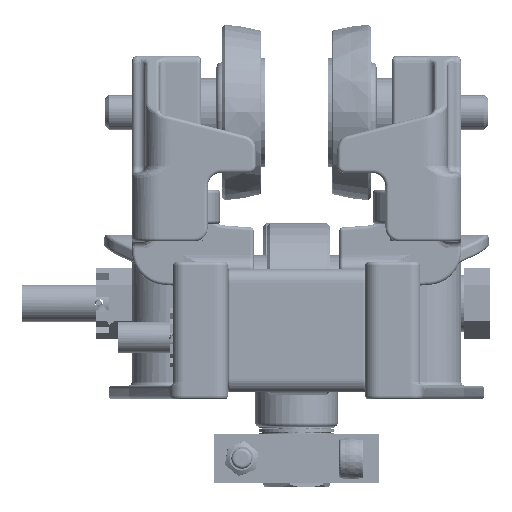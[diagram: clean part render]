
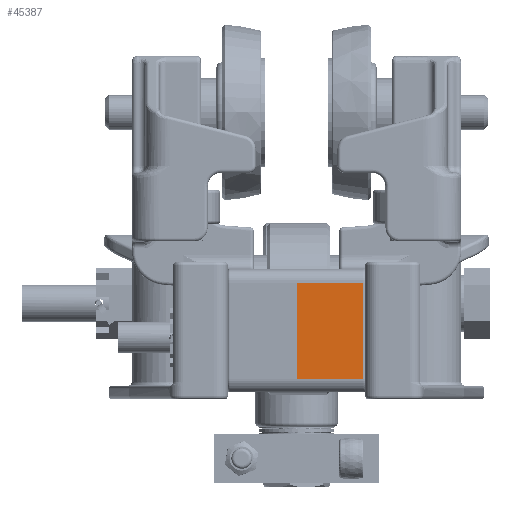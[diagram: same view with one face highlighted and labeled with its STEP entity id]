
A CAD part, left-side view. The second image highlights one B-rep face of the part: STEP entity #45387.
In plain terms, the highlighted planar face has unit normal (-1, 0, 0).
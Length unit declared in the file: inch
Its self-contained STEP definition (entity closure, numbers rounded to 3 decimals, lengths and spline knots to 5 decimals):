
#44904=CARTESIAN_POINT('',(-2.75,-2.8125,-0.28125));
#44905=VERTEX_POINT('',#44904);
#44970=CARTESIAN_POINT('',(-2.75,-1.0625,-0.28125));
#44971=VERTEX_POINT('',#44970);
#44979=CARTESIAN_POINT('',(-2.75,-1.0625,-0.28125));
#44980=DIRECTION('',(0.0,-1.0,0.0));
#44981=VECTOR('',#44980,1.75);
#44982=LINE('',#44979,#44981);
#44983=EDGE_CURVE('',#44971,#44905,#44982,.T.);
#45338=CARTESIAN_POINT('',(-2.75,-2.8125,-1.5));
#45339=VERTEX_POINT('',#45338);
#45340=CARTESIAN_POINT('',(-2.75,-2.8125,-0.28125));
#45341=DIRECTION('',(0.0,0.0,-1.0));
#45342=VECTOR('',#45341,1.21875);
#45343=LINE('',#45340,#45342);
#45344=EDGE_CURVE('',#44905,#45339,#45343,.T.);
#45364=CARTESIAN_POINT('',(-2.75,-3.0625,-1.5));
#45365=DIRECTION('',(-1.0,0.0,0.0));
#45366=DIRECTION('',(0.0,0.0,1.0));
#45367=AXIS2_PLACEMENT_3D('',#45364,#45365,#45366);
#45368=PLANE('',#45367);
#45369=ORIENTED_EDGE('',*,*,#44983,.F.);
#45370=CARTESIAN_POINT('',(-2.75,-1.0625,-1.5));
#45371=VERTEX_POINT('',#45370);
#45372=CARTESIAN_POINT('',(-2.75,-1.0625,-1.5));
#45373=DIRECTION('',(0.0,0.0,1.0));
#45374=VECTOR('',#45373,1.21875);
#45375=LINE('',#45372,#45374);
#45376=EDGE_CURVE('',#45371,#44971,#45375,.T.);
#45377=ORIENTED_EDGE('',*,*,#45376,.F.);
#45378=CARTESIAN_POINT('',(-2.75,-2.8125,-1.5));
#45379=DIRECTION('',(0.0,1.0,0.0));
#45380=VECTOR('',#45379,1.75);
#45381=LINE('',#45378,#45380);
#45382=EDGE_CURVE('',#45339,#45371,#45381,.T.);
#45383=ORIENTED_EDGE('',*,*,#45382,.F.);
#45384=ORIENTED_EDGE('',*,*,#45344,.F.);
#45385=EDGE_LOOP('',(#45369,#45377,#45383,#45384));
#45386=FACE_OUTER_BOUND('',#45385,.T.);
#45387=ADVANCED_FACE('',(#45386),#45368,.T.);
